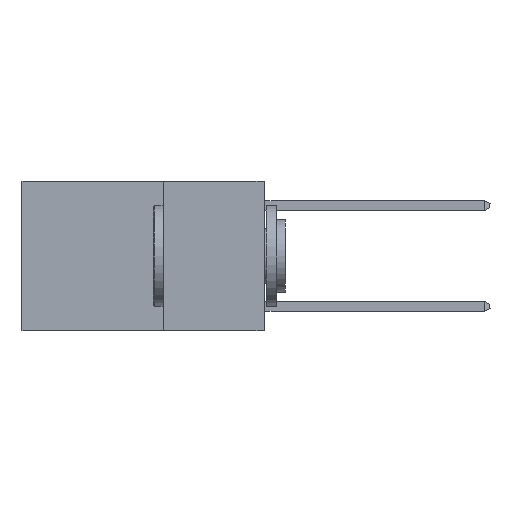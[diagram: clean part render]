
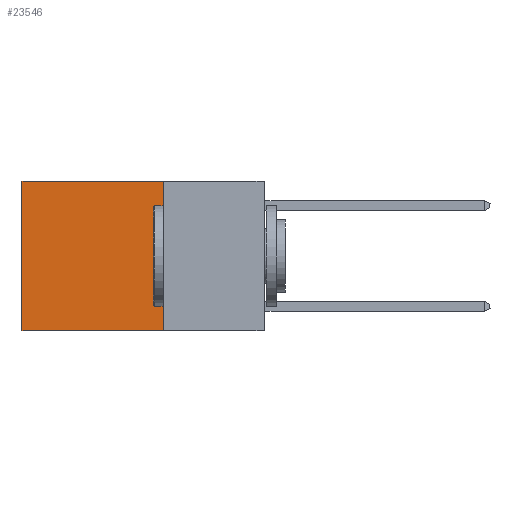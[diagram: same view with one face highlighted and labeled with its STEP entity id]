
A CAD part, left-side view. The second image highlights one B-rep face of the part: STEP entity #23546.
In plain terms, the highlighted planar face has unit normal (-1, 0, 0).
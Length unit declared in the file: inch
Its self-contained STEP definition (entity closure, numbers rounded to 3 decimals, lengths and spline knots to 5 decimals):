
#1191 = CARTESIAN_POINT ( 'NONE',  ( 0.2625, 0.25, 0. ) ) ;
#2835 = DIRECTION ( 'NONE',  ( 0., 1., 0. ) ) ;
#2989 = VERTEX_POINT ( 'NONE', #23798 ) ;
#3391 = ORIENTED_EDGE ( 'NONE', *, *, #8608, .F. ) ;
#3531 = ORIENTED_EDGE ( 'NONE', *, *, #12688, .T. ) ;
#3778 = FACE_OUTER_BOUND ( 'NONE', #21329, .T. ) ;
#3850 = EDGE_CURVE ( 'NONE', #2989, #15516, #13340, .T. ) ;
#4329 = CARTESIAN_POINT ( 'NONE',  ( 0.2625, 0.25, -0.37 ) ) ;
#5645 = DIRECTION ( 'NONE',  ( 0., 0., -1. ) ) ;
#5968 = VERTEX_POINT ( 'NONE', #21040 ) ;
#6011 = VECTOR ( 'NONE', #6842, 39.37008 ) ;
#6842 = DIRECTION ( 'NONE',  ( 0., 0., -1. ) ) ;
#7314 = DIRECTION ( 'NONE',  ( 0., 0., -1. ) ) ;
#7848 = DIRECTION ( 'NONE',  ( 1., 0., 0. ) ) ;
#8608 = EDGE_CURVE ( 'NONE', #22290, #5968, #24033, .T. ) ;
#8859 = CARTESIAN_POINT ( 'NONE',  ( 0.2625, 0.25, 0. ) ) ;
#8994 = EDGE_CURVE ( 'NONE', #2989, #22290, #18735, .T. ) ;
#9267 = VECTOR ( 'NONE', #7314, 39.37008 ) ;
#9527 = CARTESIAN_POINT ( 'NONE',  ( 0.2625, 0.25, 0. ) ) ;
#9655 = PLANE ( 'NONE',  #15711 ) ;
#10929 = VECTOR ( 'NONE', #2835, 39.37008 ) ;
#12688 = EDGE_CURVE ( 'NONE', #15516, #5968, #16594, .T. ) ;
#13340 = LINE ( 'NONE', #1191, #10929 ) ;
#14471 = CARTESIAN_POINT ( 'NONE',  ( 0.2625, 0.25, -0.37 ) ) ;
#14741 = ORIENTED_EDGE ( 'NONE', *, *, #3850, .T. ) ;
#15516 = VERTEX_POINT ( 'NONE', #20121 ) ;
#15711 = AXIS2_PLACEMENT_3D ( 'NONE', #9527, #7848, #5645 ) ;
#16451 = CARTESIAN_POINT ( 'NONE',  ( 0.2625, 0.6, 0. ) ) ;
#16594 = LINE ( 'NONE', #16451, #6011 ) ;
#17728 = DIRECTION ( 'NONE',  ( 0., 1., 0. ) ) ;
#18735 = LINE ( 'NONE', #8859, #9267 ) ;
#20121 = CARTESIAN_POINT ( 'NONE',  ( 0.2625, 0.6, 0. ) ) ;
#20349 = VECTOR ( 'NONE', #17728, 39.37008 ) ;
#21040 = CARTESIAN_POINT ( 'NONE',  ( 0.2625, 0.6, -0.37 ) ) ;
#21329 = EDGE_LOOP ( 'NONE', ( #3531, #3391, #24647, #14741 ) ) ;
#22290 = VERTEX_POINT ( 'NONE', #14471 ) ;
#23546 = ADVANCED_FACE ( 'NONE', ( #3778 ), #9655, .F. ) ;
#23798 = CARTESIAN_POINT ( 'NONE',  ( 0.2625, 0.25, 0. ) ) ;
#24033 = LINE ( 'NONE', #4329, #20349 ) ;
#24647 = ORIENTED_EDGE ( 'NONE', *, *, #8994, .F. ) ;
